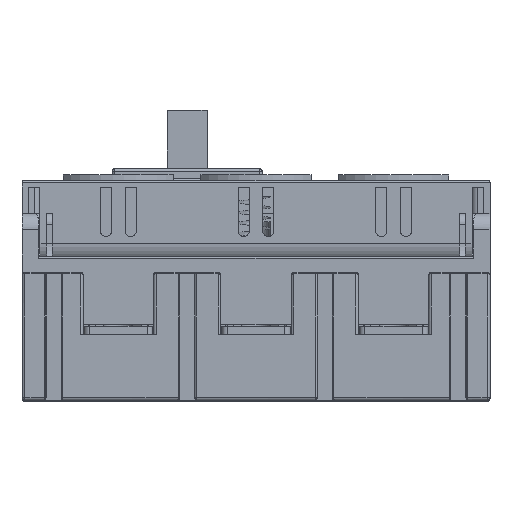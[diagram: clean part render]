
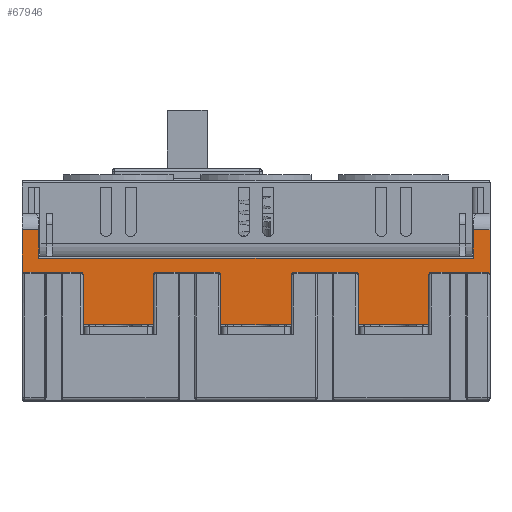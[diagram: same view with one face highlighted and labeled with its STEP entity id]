
A CAD part, top view. The second image highlights one B-rep face of the part: STEP entity #67946.
In plain terms, the highlighted planar face has unit normal (0, 0, 1).
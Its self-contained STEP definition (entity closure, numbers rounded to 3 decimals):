
#57548=DIRECTION('',(1.,0.,0.));
#57549=VECTOR('',#57548,22.5);
#57550=CARTESIAN_POINT('',(13.75,46.5,50.));
#57551=LINE('',#57550,#57549);
#57568=DIRECTION('',(-1.,0.,0.));
#57569=VECTOR('',#57568,20.25);
#57570=CARTESIAN_POINT('',(84.,46.5,50.));
#57571=LINE('',#57570,#57569);
#57596=DIRECTION('',(1.,0.,0.));
#57597=VECTOR('',#57596,22.5);
#57598=CARTESIAN_POINT('',(-36.25,46.5,50.));
#57599=LINE('',#57598,#57597);
#57640=DIRECTION('',(1.,0.,0.));
#57641=VECTOR('',#57640,20.25);
#57642=CARTESIAN_POINT('',(-84.,46.5,50.));
#57643=LINE('',#57642,#57641);
#58388=CARTESIAN_POINT('',(84.,45.5,50.));
#58389=DIRECTION('',(0.,0.,-1.));
#58390=DIRECTION('',(0.,1.,0.));
#58391=AXIS2_PLACEMENT_3D('',#58388,#58389,#58390);
#58393=DIRECTION('',(1.,0.,0.));
#58394=VECTOR('',#58393,6.);
#58395=CARTESIAN_POINT('',(79.,62.,50.));
#58396=LINE('',#58395,#58394);
#58397=DIRECTION('',(0.,-1.,0.));
#58398=VECTOR('',#58397,16.5);
#58399=CARTESIAN_POINT('',(85.,62.,50.));
#58400=LINE('',#58399,#58398);
#58401=DIRECTION('',(0.,1.,0.));
#58402=VECTOR('',#58401,16.5);
#58403=CARTESIAN_POINT('',(-85.,45.5,50.));
#58404=LINE('',#58403,#58402);
#58405=DIRECTION('',(1.,0.,0.));
#58406=VECTOR('',#58405,6.);
#58407=CARTESIAN_POINT('',(-85.,62.,50.));
#58408=LINE('',#58407,#58406);
#58409=DIRECTION('',(1.,0.,0.));
#58410=VECTOR('',#58409,158.);
#58411=CARTESIAN_POINT('',(-79.,51.704,50.));
#58412=LINE('',#58411,#58410);
#59039=DIRECTION('',(0.,1.,0.));
#59040=VECTOR('',#59039,18.);
#59041=CARTESIAN_POINT('',(12.75,27.5,50.));
#59042=LINE('',#59041,#59040);
#59402=DIRECTION('',(0.,1.,0.));
#59403=VECTOR('',#59402,18.);
#59404=CARTESIAN_POINT('',(-37.25,27.5,50.));
#59405=LINE('',#59404,#59403);
#59462=DIRECTION('',(0.,1.,0.));
#59463=VECTOR('',#59462,18.);
#59464=CARTESIAN_POINT('',(-12.75,27.5,50.));
#59465=LINE('',#59464,#59463);
#61392=DIRECTION('',(0.,1.,0.));
#61393=VECTOR('',#61392,18.);
#61394=CARTESIAN_POINT('',(37.25,27.5,50.));
#61395=LINE('',#61394,#61393);
#61532=DIRECTION('',(0.,1.,0.));
#61533=VECTOR('',#61532,18.);
#61534=CARTESIAN_POINT('',(62.75,27.5,50.));
#61535=LINE('',#61534,#61533);
#61692=DIRECTION('',(0.,1.,0.));
#61693=VECTOR('',#61692,18.);
#61694=CARTESIAN_POINT('',(-62.75,27.5,50.));
#61695=LINE('',#61694,#61693);
#61971=CARTESIAN_POINT('',(-13.75,45.5,50.));
#61972=DIRECTION('',(0.,0.,-1.));
#61973=DIRECTION('',(0.,1.,0.));
#61974=AXIS2_PLACEMENT_3D('',#61971,#61972,#61973);
#62158=CARTESIAN_POINT('',(13.75,45.5,50.));
#62159=DIRECTION('',(0.,0.,-1.));
#62160=DIRECTION('',(-1.,0.,0.));
#62161=AXIS2_PLACEMENT_3D('',#62158,#62159,#62160);
#62241=CARTESIAN_POINT('',(-36.25,45.5,50.));
#62242=DIRECTION('',(0.,0.,-1.));
#62243=DIRECTION('',(-1.,0.,0.));
#62244=AXIS2_PLACEMENT_3D('',#62241,#62242,#62243);
#62391=CARTESIAN_POINT('',(-84.,45.5,50.));
#62392=DIRECTION('',(0.,0.,-1.));
#62393=DIRECTION('',(-1.,0.,0.));
#62394=AXIS2_PLACEMENT_3D('',#62391,#62392,#62393);
#62457=CARTESIAN_POINT('',(-63.75,45.5,50.));
#62458=DIRECTION('',(0.,0.,-1.));
#62459=DIRECTION('',(0.,1.,0.));
#62460=AXIS2_PLACEMENT_3D('',#62457,#62458,#62459);
#62462=DIRECTION('',(1.,0.,0.));
#62463=VECTOR('',#62462,25.5);
#62464=CARTESIAN_POINT('',(37.25,27.5,50.));
#62465=LINE('',#62464,#62463);
#62470=DIRECTION('',(1.,0.,0.));
#62471=VECTOR('',#62470,25.5);
#62472=CARTESIAN_POINT('',(-12.75,27.5,50.));
#62473=LINE('',#62472,#62471);
#62478=DIRECTION('',(1.,0.,0.));
#62479=VECTOR('',#62478,25.5);
#62480=CARTESIAN_POINT('',(-62.75,27.5,50.));
#62481=LINE('',#62480,#62479);
#62557=DIRECTION('',(0.,1.,0.));
#62558=VECTOR('',#62557,10.296);
#62559=CARTESIAN_POINT('',(79.,51.704,50.));
#62560=LINE('',#62559,#62558);
#62600=DIRECTION('',(0.,1.,0.));
#62601=VECTOR('',#62600,10.296);
#62602=CARTESIAN_POINT('',(-79.,51.704,50.));
#62603=LINE('',#62602,#62601);
#63183=CARTESIAN_POINT('',(63.75,45.5,50.));
#63184=DIRECTION('',(0.,0.,-1.));
#63185=DIRECTION('',(-1.,0.,0.));
#63186=AXIS2_PLACEMENT_3D('',#63183,#63184,#63185);
#63268=CARTESIAN_POINT('',(36.25,45.5,50.));
#63269=DIRECTION('',(0.,0.,-1.));
#63270=DIRECTION('',(0.,1.,0.));
#63271=AXIS2_PLACEMENT_3D('',#63268,#63269,#63270);
#64537=CARTESIAN_POINT('',(37.25,27.5,50.));
#64539=VERTEX_POINT('',#64537);
#64541=CARTESIAN_POINT('',(62.75,27.5,50.));
#64543=VERTEX_POINT('',#64541);
#64545=CARTESIAN_POINT('',(-12.75,27.5,50.));
#64547=VERTEX_POINT('',#64545);
#64549=CARTESIAN_POINT('',(12.75,27.5,50.));
#64551=VERTEX_POINT('',#64549);
#64897=CARTESIAN_POINT('',(-62.75,27.5,50.));
#64899=VERTEX_POINT('',#64897);
#64901=CARTESIAN_POINT('',(-37.25,27.5,50.));
#64903=VERTEX_POINT('',#64901);
#64969=CARTESIAN_POINT('',(37.25,45.5,50.));
#64970=VERTEX_POINT('',#64969);
#64971=CARTESIAN_POINT('',(62.75,45.5,50.));
#64972=VERTEX_POINT('',#64971);
#64973=CARTESIAN_POINT('',(-12.75,45.5,50.));
#64974=VERTEX_POINT('',#64973);
#64975=CARTESIAN_POINT('',(12.75,45.5,50.));
#64976=VERTEX_POINT('',#64975);
#64977=CARTESIAN_POINT('',(-62.75,45.5,50.));
#64978=VERTEX_POINT('',#64977);
#64979=CARTESIAN_POINT('',(-37.25,45.5,50.));
#64980=VERTEX_POINT('',#64979);
#64981=CARTESIAN_POINT('',(84.,46.5,50.));
#64982=CARTESIAN_POINT('',(63.75,46.5,50.));
#64983=VERTEX_POINT('',#64981);
#64984=VERTEX_POINT('',#64982);
#64985=CARTESIAN_POINT('',(13.75,46.5,50.));
#64986=CARTESIAN_POINT('',(36.25,46.5,50.));
#64987=VERTEX_POINT('',#64985);
#64988=VERTEX_POINT('',#64986);
#64989=CARTESIAN_POINT('',(-36.25,46.5,50.));
#64990=CARTESIAN_POINT('',(-13.75,46.5,50.));
#64991=VERTEX_POINT('',#64989);
#64992=VERTEX_POINT('',#64990);
#64993=CARTESIAN_POINT('',(-84.,46.5,50.));
#64994=CARTESIAN_POINT('',(-63.75,46.5,50.));
#64995=VERTEX_POINT('',#64993);
#64996=VERTEX_POINT('',#64994);
#64999=CARTESIAN_POINT('',(-85.,45.5,50.));
#65000=VERTEX_POINT('',#64999);
#65027=CARTESIAN_POINT('',(85.,45.5,50.));
#65028=VERTEX_POINT('',#65027);
#65917=CARTESIAN_POINT('',(-79.,51.704,50.));
#65918=VERTEX_POINT('',#65917);
#65931=CARTESIAN_POINT('',(79.,51.704,50.));
#65932=VERTEX_POINT('',#65931);
#65956=CARTESIAN_POINT('',(85.,62.,50.));
#65958=VERTEX_POINT('',#65956);
#65959=CARTESIAN_POINT('',(79.,62.,50.));
#65960=VERTEX_POINT('',#65959);
#65966=CARTESIAN_POINT('',(-79.,62.,50.));
#65967=VERTEX_POINT('',#65966);
#65968=CARTESIAN_POINT('',(-85.,62.,50.));
#65969=VERTEX_POINT('',#65968);
#67888=CARTESIAN_POINT('',(37.25,46.5,50.));
#67889=DIRECTION('',(0.,0.,1.));
#67890=DIRECTION('',(1.,0.,0.));
#67891=AXIS2_PLACEMENT_3D('',#67888,#67889,#67890);
#67892=PLANE('',#67891);
#67894=ORIENTED_EDGE('',*,*,#67893,.T.);
#67896=ORIENTED_EDGE('',*,*,#67895,.T.);
#67897=ORIENTED_EDGE('',*,*,#67881,.F.);
#67898=ORIENTED_EDGE('',*,*,#66586,.T.);
#67900=ORIENTED_EDGE('',*,*,#67899,.F.);
#67902=ORIENTED_EDGE('',*,*,#67901,.F.);
#67904=ORIENTED_EDGE('',*,*,#67903,.F.);
#67906=ORIENTED_EDGE('',*,*,#67905,.T.);
#67908=ORIENTED_EDGE('',*,*,#67907,.F.);
#67909=ORIENTED_EDGE('',*,*,#66562,.F.);
#67911=ORIENTED_EDGE('',*,*,#67910,.F.);
#67913=ORIENTED_EDGE('',*,*,#67912,.F.);
#67915=ORIENTED_EDGE('',*,*,#67914,.F.);
#67917=ORIENTED_EDGE('',*,*,#67916,.T.);
#67919=ORIENTED_EDGE('',*,*,#67918,.F.);
#67920=ORIENTED_EDGE('',*,*,#66613,.F.);
#67922=ORIENTED_EDGE('',*,*,#67921,.F.);
#67924=ORIENTED_EDGE('',*,*,#67923,.F.);
#67926=ORIENTED_EDGE('',*,*,#67925,.F.);
#67928=ORIENTED_EDGE('',*,*,#67927,.T.);
#67930=ORIENTED_EDGE('',*,*,#67929,.F.);
#67931=ORIENTED_EDGE('',*,*,#66649,.F.);
#67933=ORIENTED_EDGE('',*,*,#67932,.F.);
#67935=ORIENTED_EDGE('',*,*,#67934,.T.);
#67937=ORIENTED_EDGE('',*,*,#67936,.T.);
#67939=ORIENTED_EDGE('',*,*,#67938,.F.);
#67941=ORIENTED_EDGE('',*,*,#67940,.T.);
#67943=ORIENTED_EDGE('',*,*,#67942,.T.);
#67944=EDGE_LOOP('',(#67894,#67896,#67897,#67898,#67900,#67902,#67904,#67906,
#67908,#67909,#67911,#67913,#67915,#67917,#67919,#67920,#67922,#67924,#67926,
#67928,#67930,#67931,#67933,#67935,#67937,#67939,#67941,#67943));
#67945=FACE_OUTER_BOUND('',#67944,.F.);
#67946=ADVANCED_FACE('',(#67945),#67892,.T.);
#58392=CIRCLE('',#58391,1.);
#61975=CIRCLE('',#61974,1.);
#62162=CIRCLE('',#62161,1.);
#62245=CIRCLE('',#62244,1.);
#62395=CIRCLE('',#62394,1.);
#62461=CIRCLE('',#62460,1.);
#63187=CIRCLE('',#63186,1.);
#63272=CIRCLE('',#63271,1.);
#66562=EDGE_CURVE('',#64987,#64988,#57551,.T.);
#66586=EDGE_CURVE('',#64983,#64984,#57571,.T.);
#66613=EDGE_CURVE('',#64991,#64992,#57599,.T.);
#66649=EDGE_CURVE('',#64995,#64996,#57643,.T.);
#67881=EDGE_CURVE('',#64983,#65028,#58392,.T.);
#67893=EDGE_CURVE('',#65960,#65958,#58396,.T.);
#67895=EDGE_CURVE('',#65958,#65028,#58400,.T.);
#67899=EDGE_CURVE('',#64972,#64984,#63187,.T.);
#67901=EDGE_CURVE('',#64543,#64972,#61535,.T.);
#67903=EDGE_CURVE('',#64539,#64543,#62465,.T.);
#67905=EDGE_CURVE('',#64539,#64970,#61395,.T.);
#67907=EDGE_CURVE('',#64988,#64970,#63272,.T.);
#67910=EDGE_CURVE('',#64976,#64987,#62162,.T.);
#67912=EDGE_CURVE('',#64551,#64976,#59042,.T.);
#67914=EDGE_CURVE('',#64547,#64551,#62473,.T.);
#67916=EDGE_CURVE('',#64547,#64974,#59465,.T.);
#67918=EDGE_CURVE('',#64992,#64974,#61975,.T.);
#67921=EDGE_CURVE('',#64980,#64991,#62245,.T.);
#67923=EDGE_CURVE('',#64903,#64980,#59405,.T.);
#67925=EDGE_CURVE('',#64899,#64903,#62481,.T.);
#67927=EDGE_CURVE('',#64899,#64978,#61695,.T.);
#67929=EDGE_CURVE('',#64996,#64978,#62461,.T.);
#67932=EDGE_CURVE('',#65000,#64995,#62395,.T.);
#67934=EDGE_CURVE('',#65000,#65969,#58404,.T.);
#67936=EDGE_CURVE('',#65969,#65967,#58408,.T.);
#67938=EDGE_CURVE('',#65918,#65967,#62603,.T.);
#67940=EDGE_CURVE('',#65918,#65932,#58412,.T.);
#67942=EDGE_CURVE('',#65932,#65960,#62560,.T.);
